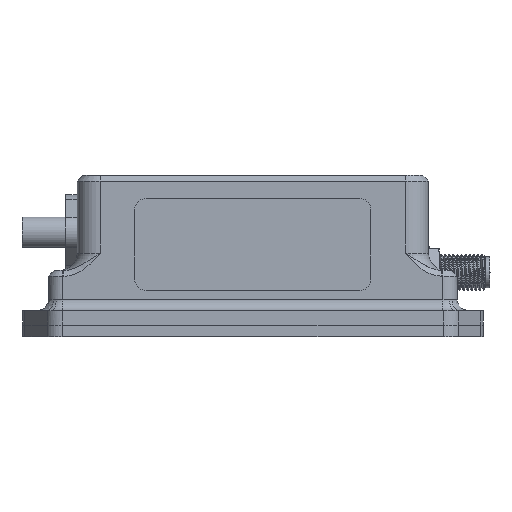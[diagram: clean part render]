
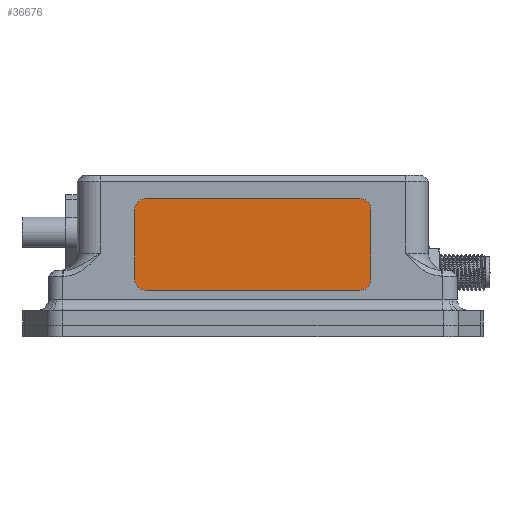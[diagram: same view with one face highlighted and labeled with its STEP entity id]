
A CAD part, left-side view. The second image highlights one B-rep face of the part: STEP entity #36676.
In plain terms, the highlighted face is planar.
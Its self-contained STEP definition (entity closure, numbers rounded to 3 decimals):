
#2276=CIRCLE('',#39681,2.);
#2277=CIRCLE('',#39684,2.);
#2278=CIRCLE('',#39687,2.);
#2279=CIRCLE('',#39690,2.);
#3541=PLANE('',#39692);
#5086=FACE_OUTER_BOUND('',#7246,.T.);
#7246=EDGE_LOOP('',(#30119,#30120,#30121,#30122,#30123,#30124,#30125,#30126));
#9926=LINE('',#66175,#12747);
#9929=LINE('',#66183,#12750);
#9932=LINE('',#66191,#12753);
#9935=LINE('',#66198,#12756);
#12747=VECTOR('',#46787,1000.);
#12750=VECTOR('',#46796,1000.);
#12753=VECTOR('',#46805,1000.);
#12756=VECTOR('',#46814,1000.);
#16916=VERTEX_POINT('',#66168);
#16917=VERTEX_POINT('',#66170);
#16918=VERTEX_POINT('',#66174);
#16919=VERTEX_POINT('',#66178);
#16920=VERTEX_POINT('',#66182);
#16921=VERTEX_POINT('',#66186);
#16922=VERTEX_POINT('',#66190);
#16923=VERTEX_POINT('',#66194);
#21582=EDGE_CURVE('',#16917,#16916,#2276,.T.);
#21584=EDGE_CURVE('',#16918,#16917,#9926,.T.);
#21586=EDGE_CURVE('',#16919,#16918,#2277,.T.);
#21588=EDGE_CURVE('',#16920,#16919,#9929,.T.);
#21590=EDGE_CURVE('',#16921,#16920,#2278,.T.);
#21592=EDGE_CURVE('',#16922,#16921,#9932,.T.);
#21594=EDGE_CURVE('',#16923,#16922,#2279,.T.);
#21596=EDGE_CURVE('',#16916,#16923,#9935,.T.);
#30119=ORIENTED_EDGE('',*,*,#21582,.T.);
#30120=ORIENTED_EDGE('',*,*,#21596,.T.);
#30121=ORIENTED_EDGE('',*,*,#21594,.T.);
#30122=ORIENTED_EDGE('',*,*,#21592,.T.);
#30123=ORIENTED_EDGE('',*,*,#21590,.T.);
#30124=ORIENTED_EDGE('',*,*,#21588,.T.);
#30125=ORIENTED_EDGE('',*,*,#21586,.T.);
#30126=ORIENTED_EDGE('',*,*,#21584,.T.);
#36676=ADVANCED_FACE('',(#5086),#3541,.F.);
#39681=AXIS2_PLACEMENT_3D('',#66171,#46782,#46783);
#39684=AXIS2_PLACEMENT_3D('',#66179,#46791,#46792);
#39687=AXIS2_PLACEMENT_3D('',#66187,#46800,#46801);
#39690=AXIS2_PLACEMENT_3D('',#66195,#46809,#46810);
#39692=AXIS2_PLACEMENT_3D('',#66199,#46815,#46816);
#46782=DIRECTION('center_axis',(1.,0.,0.));
#46783=DIRECTION('ref_axis',(0.,0.,1.));
#46787=DIRECTION('',(0.,0.,-1.));
#46791=DIRECTION('center_axis',(1.,0.,0.));
#46792=DIRECTION('ref_axis',(0.,0.,1.));
#46796=DIRECTION('',(0.,-1.,0.));
#46800=DIRECTION('center_axis',(1.,0.,0.));
#46801=DIRECTION('ref_axis',(0.,0.,1.));
#46805=DIRECTION('',(0.,0.,1.));
#46809=DIRECTION('center_axis',(1.,0.,0.));
#46810=DIRECTION('ref_axis',(0.,0.,1.));
#46814=DIRECTION('',(0.,1.,0.));
#46815=DIRECTION('center_axis',(-1.,0.,0.));
#46816=DIRECTION('ref_axis',(0.,0.,1.));
#66168=CARTESIAN_POINT('',(37.1,6.,-20.5));
#66170=CARTESIAN_POINT('',(37.1,4.,-18.5));
#66171=CARTESIAN_POINT('Origin',(37.1,6.,-18.5));
#66174=CARTESIAN_POINT('',(37.1,4.,18.5));
#66175=CARTESIAN_POINT('',(37.1,4.,-18.5));
#66178=CARTESIAN_POINT('',(37.1,6.,20.5));
#66179=CARTESIAN_POINT('Origin',(37.1,6.,18.5));
#66182=CARTESIAN_POINT('',(37.1,18.,20.5));
#66183=CARTESIAN_POINT('',(37.1,6.,20.5));
#66186=CARTESIAN_POINT('',(37.1,20.,18.5));
#66187=CARTESIAN_POINT('Origin',(37.1,18.,18.5));
#66190=CARTESIAN_POINT('',(37.1,20.,-18.5));
#66191=CARTESIAN_POINT('',(37.1,20.,-18.5));
#66194=CARTESIAN_POINT('',(37.1,18.,-20.5));
#66195=CARTESIAN_POINT('Origin',(37.1,18.,-18.5));
#66198=CARTESIAN_POINT('',(37.1,6.,-20.5));
#66199=CARTESIAN_POINT('Origin',(37.1,6.,-18.5));
